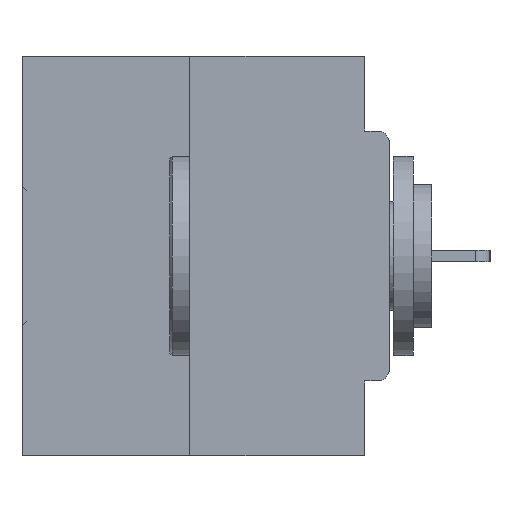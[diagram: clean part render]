
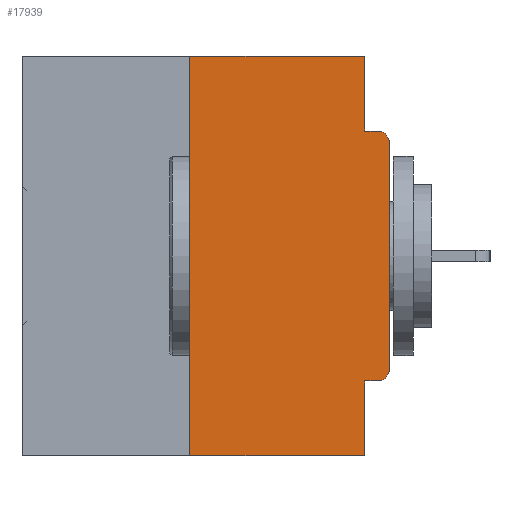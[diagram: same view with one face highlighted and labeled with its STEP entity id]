
A CAD part, left-side view. The second image highlights one B-rep face of the part: STEP entity #17939.
In plain terms, the highlighted planar face has unit normal (-1, 0, 0).
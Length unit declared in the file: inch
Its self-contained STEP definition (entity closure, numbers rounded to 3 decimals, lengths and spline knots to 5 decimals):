
#447 = AXIS2_PLACEMENT_3D ( 'NONE', #533, #30402, #1303 ) ;
#533 = CARTESIAN_POINT ( 'NONE',  ( 0., 0.015, -0.1085 ) ) ;
#753 = VERTEX_POINT ( 'NONE', #6639 ) ;
#915 = PLANE ( 'NONE',  #17704 ) ;
#1303 = DIRECTION ( 'NONE',  ( 0., 0., -1. ) ) ;
#2034 = CARTESIAN_POINT ( 'NONE',  ( 0., 0.25, 0. ) ) ;
#3886 = EDGE_CURVE ( 'NONE', #9458, #16629, #32934, .T. ) ;
#4110 = CARTESIAN_POINT ( 'NONE',  ( 0., 0.031, 0. ) ) ;
#4545 = CARTESIAN_POINT ( 'NONE',  ( 0., 0.031, -0.4065 ) ) ;
#5187 = VECTOR ( 'NONE', #13094, 39.37008 ) ;
#5377 = EDGE_CURVE ( 'NONE', #25027, #7759, #31529, .T. ) ;
#5433 = EDGE_CURVE ( 'NONE', #20629, #753, #12741, .T. ) ;
#5509 = DIRECTION ( 'NONE',  ( 0., -1., 0. ) ) ;
#5543 = VERTEX_POINT ( 'NONE', #32868 ) ;
#5624 = CARTESIAN_POINT ( 'NONE',  ( 0., 0.25, 0. ) ) ;
#5852 = VERTEX_POINT ( 'NONE', #11552 ) ;
#6119 = EDGE_CURVE ( 'NONE', #22382, #25179, #28520, .T. ) ;
#6639 = CARTESIAN_POINT ( 'NONE',  ( 0., 0., -0.3915 ) ) ;
#7459 = VECTOR ( 'NONE', #21919, 39.37008 ) ;
#7759 = VERTEX_POINT ( 'NONE', #5624 ) ;
#7893 = ORIENTED_EDGE ( 'NONE', *, *, #10483, .F. ) ;
#8298 = DIRECTION ( 'NONE',  ( -1., 0., 0. ) ) ;
#8441 = LINE ( 'NONE', #25809, #33631 ) ;
#8604 = LINE ( 'NONE', #23633, #10954 ) ;
#8869 = ORIENTED_EDGE ( 'NONE', *, *, #21023, .T. ) ;
#8942 = CARTESIAN_POINT ( 'NONE',  ( 0., 0.46, 0. ) ) ;
#9458 = VERTEX_POINT ( 'NONE', #4545 ) ;
#9505 = DIRECTION ( 'NONE',  ( 0., 0., -1. ) ) ;
#10483 = EDGE_CURVE ( 'NONE', #20629, #9458, #19499, .T. ) ;
#10954 = VECTOR ( 'NONE', #26746, 39.37008 ) ;
#11552 = CARTESIAN_POINT ( 'NONE',  ( 0., 0., -0.1085 ) ) ;
#11970 = CARTESIAN_POINT ( 'NONE',  ( 0., 0.25, -0.5 ) ) ;
#12245 = DIRECTION ( 'NONE',  ( 1., 0., 0. ) ) ;
#12741 = CIRCLE ( 'NONE', #17136, 0.015 ) ;
#13094 = DIRECTION ( 'NONE',  ( 0., 0., -1. ) ) ;
#15097 = ORIENTED_EDGE ( 'NONE', *, *, #33904, .T. ) ;
#16629 = VERTEX_POINT ( 'NONE', #35505 ) ;
#17136 = AXIS2_PLACEMENT_3D ( 'NONE', #35017, #8298, #26843 ) ;
#17148 = CARTESIAN_POINT ( 'NONE',  ( 0., 0.031, -0.5 ) ) ;
#17704 = AXIS2_PLACEMENT_3D ( 'NONE', #8942, #12245, #9505 ) ;
#17721 = DIRECTION ( 'NONE',  ( 0., 0., -1. ) ) ;
#17939 = ADVANCED_FACE ( 'NONE', ( #21239 ), #915, .F. ) ;
#19499 = LINE ( 'NONE', #28279, #22276 ) ;
#20073 = VECTOR ( 'NONE', #17721, 39.37008 ) ;
#20629 = VERTEX_POINT ( 'NONE', #22415 ) ;
#21023 = EDGE_CURVE ( 'NONE', #5852, #5543, #27265, .T. ) ;
#21239 = FACE_OUTER_BOUND ( 'NONE', #24451, .T. ) ;
#21919 = DIRECTION ( 'NONE',  ( 0., -1., 0. ) ) ;
#22276 = VECTOR ( 'NONE', #31205, 39.37008 ) ;
#22382 = VERTEX_POINT ( 'NONE', #38178 ) ;
#22415 = CARTESIAN_POINT ( 'NONE',  ( 0., 0.015, -0.4065 ) ) ;
#22574 = ORIENTED_EDGE ( 'NONE', *, *, #35584, .T. ) ;
#23633 = CARTESIAN_POINT ( 'NONE',  ( 0., 0., 0. ) ) ;
#24449 = LINE ( 'NONE', #27769, #7459 ) ;
#24451 = EDGE_LOOP ( 'NONE', ( #30478, #32891, #15097, #28358, #7893, #31114, #22574, #8869, #30336, #32083 ) ) ;
#25027 = VERTEX_POINT ( 'NONE', #11970 ) ;
#25179 = VERTEX_POINT ( 'NONE', #36355 ) ;
#25809 = CARTESIAN_POINT ( 'NONE',  ( 0., 0.46, -0.5 ) ) ;
#26273 = LINE ( 'NONE', #35609, #31646 ) ;
#26746 = DIRECTION ( 'NONE',  ( 0., 0., 1. ) ) ;
#26843 = DIRECTION ( 'NONE',  ( 0., 0., -1. ) ) ;
#27265 = CIRCLE ( 'NONE', #447, 0.015 ) ;
#27769 = CARTESIAN_POINT ( 'NONE',  ( 0., 0., -0.0935 ) ) ;
#28279 = CARTESIAN_POINT ( 'NONE',  ( 0., 0., -0.4065 ) ) ;
#28358 = ORIENTED_EDGE ( 'NONE', *, *, #3886, .F. ) ;
#28520 = LINE ( 'NONE', #4110, #5187 ) ;
#28616 = DIRECTION ( 'NONE',  ( 0., 0., 1. ) ) ;
#29991 = EDGE_CURVE ( 'NONE', #7759, #22382, #26273, .T. ) ;
#30214 = VECTOR ( 'NONE', #28616, 39.37008 ) ;
#30336 = ORIENTED_EDGE ( 'NONE', *, *, #31917, .F. ) ;
#30402 = DIRECTION ( 'NONE',  ( -1., 0., 0. ) ) ;
#30478 = ORIENTED_EDGE ( 'NONE', *, *, #29991, .F. ) ;
#31114 = ORIENTED_EDGE ( 'NONE', *, *, #5433, .T. ) ;
#31205 = DIRECTION ( 'NONE',  ( 0., 1., 0. ) ) ;
#31529 = LINE ( 'NONE', #2034, #30214 ) ;
#31646 = VECTOR ( 'NONE', #38162, 39.37008 ) ;
#31917 = EDGE_CURVE ( 'NONE', #25179, #5543, #24449, .T. ) ;
#32083 = ORIENTED_EDGE ( 'NONE', *, *, #6119, .F. ) ;
#32868 = CARTESIAN_POINT ( 'NONE',  ( 0., 0.015, -0.0935 ) ) ;
#32891 = ORIENTED_EDGE ( 'NONE', *, *, #5377, .F. ) ;
#32934 = LINE ( 'NONE', #17148, #20073 ) ;
#33631 = VECTOR ( 'NONE', #5509, 39.37008 ) ;
#33904 = EDGE_CURVE ( 'NONE', #25027, #16629, #8441, .T. ) ;
#35017 = CARTESIAN_POINT ( 'NONE',  ( 0., 0.015, -0.3915 ) ) ;
#35505 = CARTESIAN_POINT ( 'NONE',  ( 0., 0.031, -0.5 ) ) ;
#35584 = EDGE_CURVE ( 'NONE', #753, #5852, #8604, .T. ) ;
#35609 = CARTESIAN_POINT ( 'NONE',  ( 0., 0.46, 0. ) ) ;
#36355 = CARTESIAN_POINT ( 'NONE',  ( 0., 0.031, -0.0935 ) ) ;
#38162 = DIRECTION ( 'NONE',  ( 0., -1., 0. ) ) ;
#38178 = CARTESIAN_POINT ( 'NONE',  ( 0., 0.031, 0. ) ) ;
